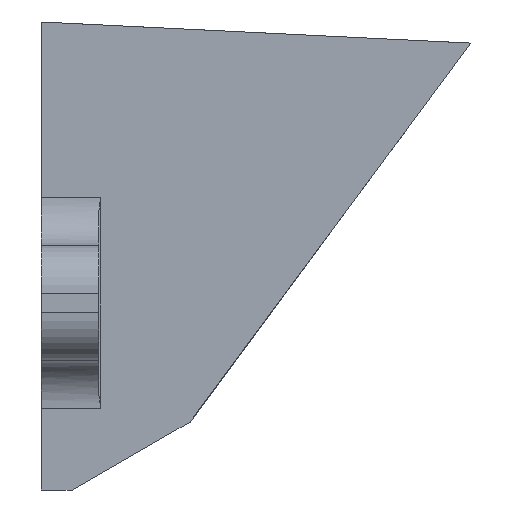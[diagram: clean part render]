
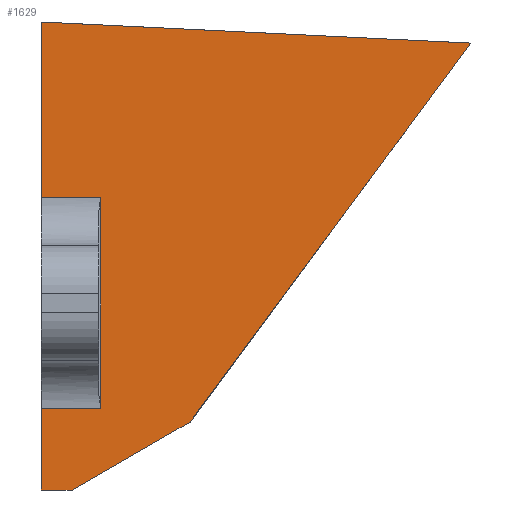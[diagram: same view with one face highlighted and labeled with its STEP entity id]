
A CAD part, left-side view. The second image highlights one B-rep face of the part: STEP entity #1629.
In plain terms, the highlighted planar face has unit normal (-1, 0, 0).
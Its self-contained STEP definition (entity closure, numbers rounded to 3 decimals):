
#1=DIRECTION('',(0.,0.,-1.));
#2=VECTOR('',#1,22.);
#3=CARTESIAN_POINT('',(-30.9,-6.2,-18.3));
#4=LINE('',#3,#2);
#5=DIRECTION('',(0.,0.,1.));
#6=VECTOR('',#5,18.3);
#7=CARTESIAN_POINT('',(-30.9,0.,-18.3));
#8=LINE('',#7,#6);
#9=DIRECTION('',(0.,-0.999,-0.049));
#10=VECTOR('',#9,44.8);
#11=CARTESIAN_POINT('',(-30.9,0.,0.));
#12=LINE('',#11,#10);
#13=DIRECTION('',(0.,0.595,-0.804));
#14=VECTOR('',#13,49.158);
#15=CARTESIAN_POINT('',(-30.9,-44.746,-2.2));
#16=LINE('',#15,#14);
#17=DIRECTION('',(0.,0.866,-0.499));
#18=VECTOR('',#17,14.196);
#19=CARTESIAN_POINT('',(-30.9,-15.5,-41.711));
#20=LINE('',#19,#18);
#21=DIRECTION('',(0.,1.,0.));
#22=VECTOR('',#21,3.2);
#23=CARTESIAN_POINT('',(-30.9,-3.2,-48.8));
#24=LINE('',#23,#22);
#25=DIRECTION('',(0.,0.,1.));
#26=VECTOR('',#25,8.5);
#27=CARTESIAN_POINT('',(-30.9,0.,-48.8));
#28=LINE('',#27,#26);
#176=DIRECTION('',(0.,-1.,0.));
#177=VECTOR('',#176,6.2);
#178=CARTESIAN_POINT('',(-30.9,0.,-18.3));
#179=LINE('',#178,#177);
#219=DIRECTION('',(0.,1.,0.));
#220=VECTOR('',#219,6.2);
#221=CARTESIAN_POINT('',(-30.9,-6.2,-40.3));
#222=LINE('',#221,#220);
#1309=CARTESIAN_POINT('',(-30.9,0.,0.));
#1310=CARTESIAN_POINT('',(-30.9,-44.746,-2.2));
#1311=VERTEX_POINT('',#1309);
#1312=VERTEX_POINT('',#1310);
#1313=CARTESIAN_POINT('',(-30.9,-15.5,-41.711));
#1314=VERTEX_POINT('',#1313);
#1315=CARTESIAN_POINT('',(-30.9,-3.2,-48.8));
#1316=VERTEX_POINT('',#1315);
#1317=CARTESIAN_POINT('',(-30.9,0.,-48.8));
#1318=VERTEX_POINT('',#1317);
#1417=CARTESIAN_POINT('',(-30.9,0.,-40.3));
#1418=VERTEX_POINT('',#1417);
#1419=CARTESIAN_POINT('',(-30.9,0.,-18.3));
#1420=VERTEX_POINT('',#1419);
#1433=CARTESIAN_POINT('',(-30.9,-6.2,-18.3));
#1434=CARTESIAN_POINT('',(-30.9,-6.2,-40.3));
#1435=VERTEX_POINT('',#1433);
#1436=VERTEX_POINT('',#1434);
#1604=CARTESIAN_POINT('',(-30.9,0.,0.));
#1605=DIRECTION('',(1.,0.,0.));
#1606=DIRECTION('',(0.,-1.,0.));
#1607=AXIS2_PLACEMENT_3D('',#1604,#1605,#1606);
#1608=PLANE('',#1607);
#1610=ORIENTED_EDGE('',*,*,#1609,.F.);
#1612=ORIENTED_EDGE('',*,*,#1611,.F.);
#1614=ORIENTED_EDGE('',*,*,#1613,.T.);
#1616=ORIENTED_EDGE('',*,*,#1615,.T.);
#1618=ORIENTED_EDGE('',*,*,#1617,.T.);
#1620=ORIENTED_EDGE('',*,*,#1619,.T.);
#1622=ORIENTED_EDGE('',*,*,#1621,.T.);
#1624=ORIENTED_EDGE('',*,*,#1623,.T.);
#1626=ORIENTED_EDGE('',*,*,#1625,.F.);
#1627=EDGE_LOOP('',(#1610,#1612,#1614,#1616,#1618,#1620,#1622,#1624,#1626));
#1628=FACE_OUTER_BOUND('',#1627,.F.);
#1629=ADVANCED_FACE('',(#1628),#1608,.F.);
#1609=EDGE_CURVE('',#1435,#1436,#4,.T.);
#1611=EDGE_CURVE('',#1420,#1435,#179,.T.);
#1613=EDGE_CURVE('',#1420,#1311,#8,.T.);
#1615=EDGE_CURVE('',#1311,#1312,#12,.T.);
#1617=EDGE_CURVE('',#1312,#1314,#16,.T.);
#1619=EDGE_CURVE('',#1314,#1316,#20,.T.);
#1621=EDGE_CURVE('',#1316,#1318,#24,.T.);
#1623=EDGE_CURVE('',#1318,#1418,#28,.T.);
#1625=EDGE_CURVE('',#1436,#1418,#222,.T.);
